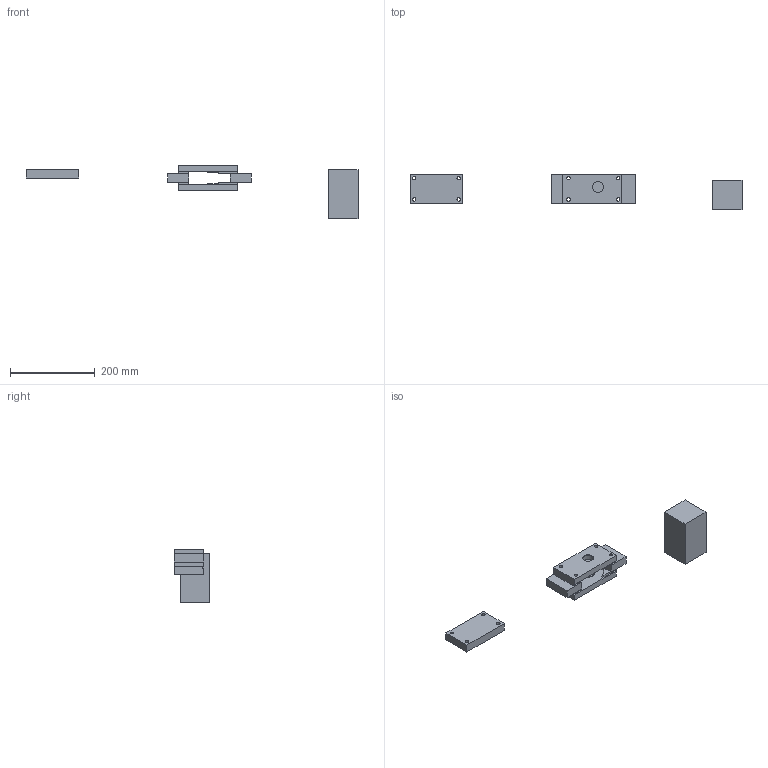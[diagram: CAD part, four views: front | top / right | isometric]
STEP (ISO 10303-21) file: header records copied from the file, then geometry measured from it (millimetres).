
FILE_DESCRIPTION(/* description */ (''),/* implementation_level */ '2;1');
FILE_NAME(/* name */ 'GearBracketsIn.step',/* time_stamp */ '2021-11-17T15:42:33+01:00',/* author */ (''),/* organization */ (''),/* preprocessor_version */ 'ST-DEVELOPER v18.1',/* originating_system */ 'Autodesk Translation Framework v10.10.0.1391',/* authorisation */ '');
FILE_SCHEMA (('AUTOMOTIVE_DESIGN { 1 0 10303 214 3 1 1 }'));
Length unit declared in the file: millimetre
Products named in the file (5): Elena-Standard-Gear-Brackets; gear-bracket-down; gear-brack-up; Component7; Component6
Assembly tree (4 placements, depth 3):
  Elena-Standard-Gear-Brackets
    gear-bracket-down
    gear-brack-up
      Component7
    Component6
Bounding box: 784.22 x 84.7 x 126 mm (x, y, z)
Volume: 1149284.2 mm3; surface area: 162119.9 mm2
Topology: 8 solids, 8 shells, 90 faces, 201 edges, 134 vertices
Faces by surface type: plane 59, cylinder 31
Full cylindrical faces by diameter (mm): 8 x16, 20 x4, 26 x2, 30 x4
Entity records: 2727 total; most frequent: DIRECTION 461, CARTESIAN_POINT 434, ORIENTED_EDGE 402, EDGE_CURVE 201, AXIS2_PLACEMENT_3D 161, LINE 139, VECTOR 139, VERTEX_POINT 134
